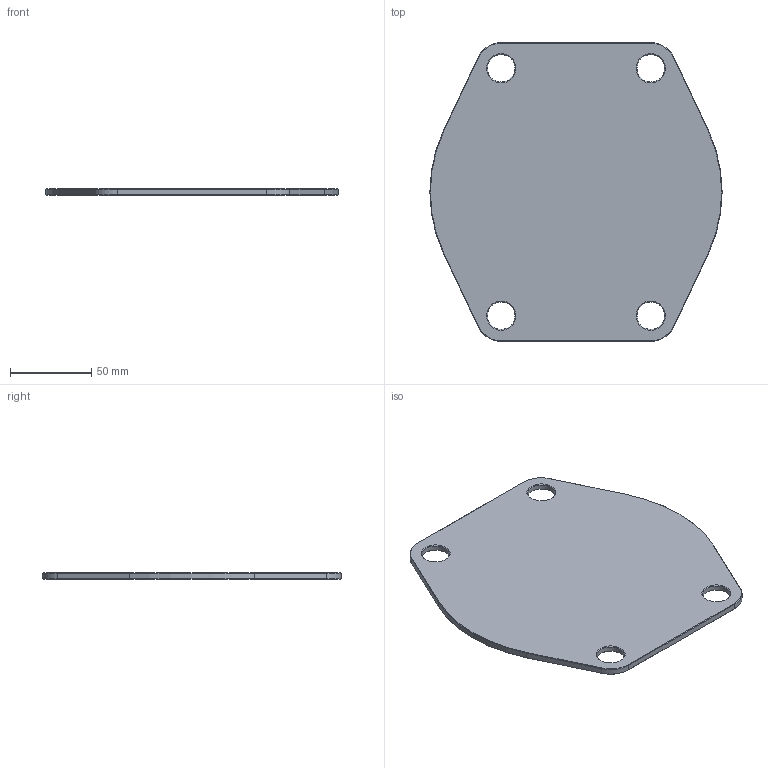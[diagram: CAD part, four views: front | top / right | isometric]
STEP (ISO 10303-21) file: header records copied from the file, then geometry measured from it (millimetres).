
FILE_DESCRIPTION(/* description */ (''),/* implementation_level */ '2;1');
FILE_NAME(/* name */ 'X-AFP127-3.stp',/* time_stamp */ '2025-01-23T13:42:04+01:00',/* author */ (''),/* organization */ (''),/* preprocessor_version */ 'ST-DEVELOPER v16',/* originating_system */ 'SIEMENS PLM Software NX 10.0',/* authorisation */ '');
FILE_SCHEMA (('AP203_CONFIGURATION_CONTROLLED_3D_DESIGN_OF_MECHANICAL_PARTS_AND_ASSEMBLIES_MIM_LF { 1 0 10303 403 2 1 2}'));
Length unit declared in the file: millimetre
Products named in the file (1): nwer2840F04Fj3lx
Bounding box: 180 x 184 x 4 mm (x, y, z)
Volume: 108493.7 mm3; surface area: 57263.9 mm2
Topology: 1 solids, 1 shells, 50 faces, 112 edges, 64 vertices
Faces by surface type: plane 20, cone 20, cylinder 10
Full cylindrical faces by diameter (mm): 17 x4
Entity records: 1408 total; most frequent: DIRECTION 242, CARTESIAN_POINT 215, ORIENTED_EDGE 200, EDGE_CURVE 100, AXIS2_PLACEMENT_3D 91, EDGE_LOOP 70, VERTEX_POINT 64, LINE 60
